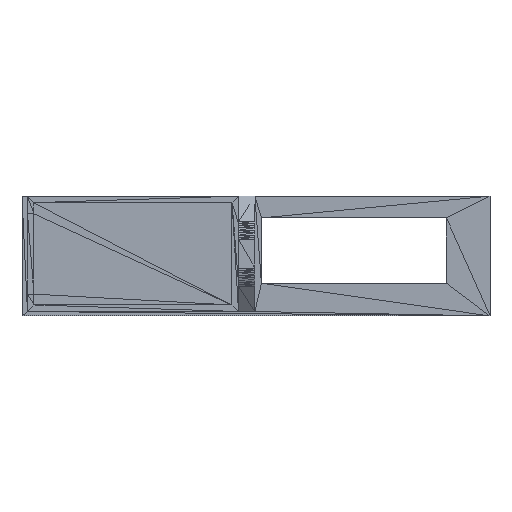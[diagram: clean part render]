
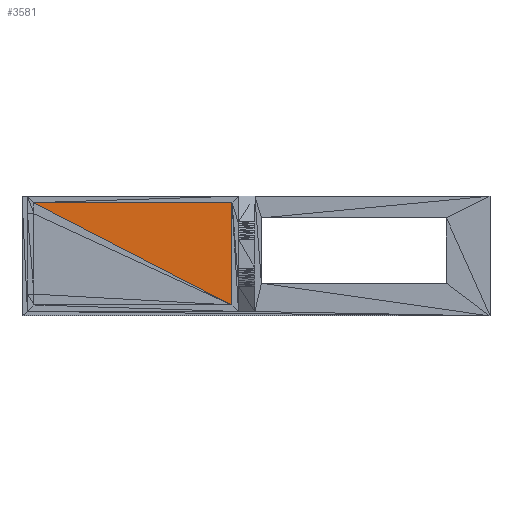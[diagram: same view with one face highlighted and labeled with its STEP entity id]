
A CAD part, top view. The second image highlights one B-rep face of the part: STEP entity #3581.
In plain terms, the highlighted planar face has unit normal (0, 0, 1).
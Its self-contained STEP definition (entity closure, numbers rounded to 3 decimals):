
#36 = ORIENTED_EDGE ( 'NONE', *, *, #1443, .F. ) ;
#218 = EDGE_LOOP ( 'NONE', ( #3606, #36, #344 ) ) ;
#277 = CARTESIAN_POINT ( 'NONE',  ( -244.697, 99.73, 1. ) ) ;
#344 = ORIENTED_EDGE ( 'NONE', *, *, #3474, .T. ) ;
#411 = CARTESIAN_POINT ( 'NONE',  ( -208.307, 80.93, 1. ) ) ;
#518 = VERTEX_POINT ( 'NONE', #3091 ) ;
#573 = LINE ( 'NONE', #1251, #1371 ) ;
#585 = EDGE_CURVE ( 'NONE', #859, #2318, #573, .T. ) ;
#859 = VERTEX_POINT ( 'NONE', #3540 ) ;
#1090 = VECTOR ( 'NONE', #2418, 1000. ) ;
#1251 = CARTESIAN_POINT ( 'NONE',  ( -208.307, 99.73, 1. ) ) ;
#1371 = VECTOR ( 'NONE', #1612, 1000. ) ;
#1443 = EDGE_CURVE ( 'NONE', #518, #2318, #3170, .T. ) ;
#1476 = CARTESIAN_POINT ( 'NONE',  ( -208.307, 80.93, 1. ) ) ;
#1612 = DIRECTION ( 'NONE',  ( -1., 0., 0. ) ) ;
#2132 = VECTOR ( 'NONE', #3788, 1000. ) ;
#2318 = VERTEX_POINT ( 'NONE', #277 ) ;
#2418 = DIRECTION ( 'NONE',  ( -0.888, 0.459, 0. ) ) ;
#2497 = DIRECTION ( 'NONE',  ( 0., 0., -1. ) ) ;
#2881 = FACE_OUTER_BOUND ( 'NONE', #218, .T. ) ;
#2886 = CARTESIAN_POINT ( 'NONE',  ( 0., 0., 1. ) ) ;
#3091 = CARTESIAN_POINT ( 'NONE',  ( -208.307, 80.93, 1. ) ) ;
#3170 = LINE ( 'NONE', #411, #1090 ) ;
#3216 = DIRECTION ( 'NONE',  ( -1., 0., 0. ) ) ;
#3220 = LINE ( 'NONE', #1476, #2132 ) ;
#3474 = EDGE_CURVE ( 'NONE', #518, #859, #3220, .T. ) ;
#3540 = CARTESIAN_POINT ( 'NONE',  ( -208.307, 99.73, 1. ) ) ;
#3581 = ADVANCED_FACE ( 'NONE', ( #2881 ), #3631, .F. ) ;
#3606 = ORIENTED_EDGE ( 'NONE', *, *, #585, .T. ) ;
#3631 = PLANE ( 'NONE',  #4703 ) ;
#3788 = DIRECTION ( 'NONE',  ( 0., 1., 0. ) ) ;
#4703 = AXIS2_PLACEMENT_3D ( 'NONE', #2886, #2497, #3216 ) ;
